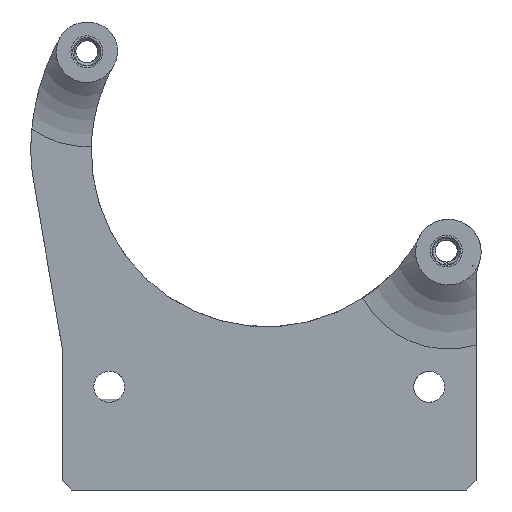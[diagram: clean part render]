
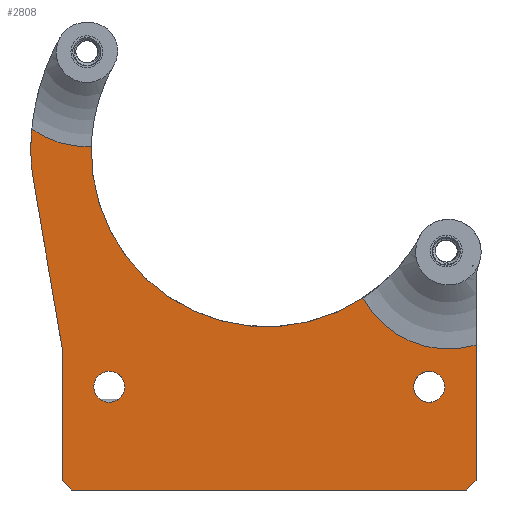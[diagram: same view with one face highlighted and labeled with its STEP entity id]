
A CAD part, front view. The second image highlights one B-rep face of the part: STEP entity #2808.
In plain terms, the highlighted planar face has unit normal (0, -1, 0).
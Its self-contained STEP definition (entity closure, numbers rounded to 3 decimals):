
#70=FACE_BOUND('',#526,.T.);
#71=FACE_BOUND('',#527,.T.);
#175=PLANE('',#3073);
#345=FACE_OUTER_BOUND('',#525,.T.);
#525=EDGE_LOOP('',(#2460,#2461,#2462,#2463,#2464,#2465,#2466,#2467,#2468,
#2469,#2470));
#526=EDGE_LOOP('',(#2471));
#527=EDGE_LOOP('',(#2472));
#605=CIRCLE('',#2972,1.65);
#648=CIRCLE('',#3072,10.334);
#649=CIRCLE('',#3074,18.7);
#650=CIRCLE('',#3075,10.063);
#651=CIRCLE('',#3076,25.15);
#652=CIRCLE('',#3077,20.);
#653=CIRCLE('',#3078,1.65);
#840=LINE('',#6724,#1004);
#855=LINE('',#6804,#1019);
#858=LINE('',#6809,#1022);
#862=LINE('',#6818,#1026);
#870=LINE('',#6858,#1034);
#907=LINE('',#7149,#1071);
#1004=VECTOR('',#3483,1000.);
#1019=VECTOR('',#3518,10.);
#1022=VECTOR('',#3523,10.);
#1026=VECTOR('',#3533,10.);
#1034=VECTOR('',#3555,1000.);
#1071=VECTOR('',#3718,10.);
#1211=VERTEX_POINT('',#6498);
#1258=VERTEX_POINT('',#6712);
#1259=VERTEX_POINT('',#6723);
#1271=VERTEX_POINT('',#6801);
#1272=VERTEX_POINT('',#6803);
#1273=VERTEX_POINT('',#6807);
#1282=VERTEX_POINT('',#6857);
#1326=VERTEX_POINT('',#7126);
#1327=VERTEX_POINT('',#7141);
#1328=VERTEX_POINT('',#7143);
#1329=VERTEX_POINT('',#7145);
#1330=VERTEX_POINT('',#7147);
#1331=VERTEX_POINT('',#7150);
#1552=EDGE_CURVE('',#1211,#1211,#605,.T.);
#1606=EDGE_CURVE('',#1258,#1259,#840,.T.);
#1626=EDGE_CURVE('',#1271,#1272,#855,.T.);
#1629=EDGE_CURVE('',#1273,#1271,#858,.T.);
#1634=EDGE_CURVE('',#1259,#1273,#862,.T.);
#1645=EDGE_CURVE('',#1282,#1272,#870,.T.);
#1720=EDGE_CURVE('',#1326,#1258,#648,.T.);
#1721=EDGE_CURVE('',#1327,#1326,#649,.T.);
#1722=EDGE_CURVE('',#1328,#1327,#650,.T.);
#1723=EDGE_CURVE('',#1328,#1329,#651,.T.);
#1724=EDGE_CURVE('',#1330,#1329,#652,.T.);
#1725=EDGE_CURVE('',#1282,#1330,#907,.T.);
#1726=EDGE_CURVE('',#1331,#1331,#653,.T.);
#2460=ORIENTED_EDGE('',*,*,#1626,.F.);
#2461=ORIENTED_EDGE('',*,*,#1629,.F.);
#2462=ORIENTED_EDGE('',*,*,#1634,.F.);
#2463=ORIENTED_EDGE('',*,*,#1606,.F.);
#2464=ORIENTED_EDGE('',*,*,#1720,.F.);
#2465=ORIENTED_EDGE('',*,*,#1721,.F.);
#2466=ORIENTED_EDGE('',*,*,#1722,.F.);
#2467=ORIENTED_EDGE('',*,*,#1723,.T.);
#2468=ORIENTED_EDGE('',*,*,#1724,.F.);
#2469=ORIENTED_EDGE('',*,*,#1725,.F.);
#2470=ORIENTED_EDGE('',*,*,#1645,.T.);
#2471=ORIENTED_EDGE('',*,*,#1552,.T.);
#2472=ORIENTED_EDGE('',*,*,#1726,.F.);
#2808=ADVANCED_FACE('',(#345,#70,#71),#175,.T.);
#2972=AXIS2_PLACEMENT_3D('',#6500,#3406,#3407);
#3072=AXIS2_PLACEMENT_3D('',#7139,#3706,#3707);
#3073=AXIS2_PLACEMENT_3D('',#7140,#3708,#3709);
#3074=AXIS2_PLACEMENT_3D('',#7142,#3710,#3711);
#3075=AXIS2_PLACEMENT_3D('',#7144,#3712,#3713);
#3076=AXIS2_PLACEMENT_3D('',#7146,#3714,#3715);
#3077=AXIS2_PLACEMENT_3D('',#7148,#3716,#3717);
#3078=AXIS2_PLACEMENT_3D('',#7151,#3719,#3720);
#3406=DIRECTION('center_axis',(0.,1.,0.));
#3407=DIRECTION('ref_axis',(0.,0.,-1.));
#3483=DIRECTION('',(0.,0.,-1.));
#3518=DIRECTION('',(-0.707,0.,0.707));
#3523=DIRECTION('',(-1.,0.,0.));
#3533=DIRECTION('',(-0.707,0.,-0.707));
#3555=DIRECTION('',(0.,0.,-1.));
#3706=DIRECTION('center_axis',(0.,-1.,0.));
#3707=DIRECTION('ref_axis',(0.611,0.,0.792));
#3708=DIRECTION('center_axis',(0.,-1.,0.));
#3709=DIRECTION('ref_axis',(0.,0.,-1.));
#3710=DIRECTION('center_axis',(0.,-1.,0.));
#3711=DIRECTION('ref_axis',(1.,0.,0.));
#3712=DIRECTION('center_axis',(0.,-1.,0.));
#3713=DIRECTION('ref_axis',(0.203,0.,0.979));
#3714=DIRECTION('center_axis',(0.,-1.,0.));
#3715=DIRECTION('ref_axis',(-0.875,0.,0.485));
#3716=DIRECTION('center_axis',(0.,1.,0.));
#3717=DIRECTION('ref_axis',(-0.998,0.,-0.06));
#3718=DIRECTION('',(-0.169,0.,0.986));
#3719=DIRECTION('center_axis',(0.,-1.,0.));
#3720=DIRECTION('ref_axis',(0.,0.,-1.));
#6498=CARTESIAN_POINT('',(17.05,-13.5,9.65));
#6500=CARTESIAN_POINT('Origin',(17.05,-13.5,8.));
#6712=CARTESIAN_POINT('',(22.05,-13.5,12.456));
#6723=CARTESIAN_POINT('',(22.05,-13.5,-2.));
#6724=CARTESIAN_POINT('',(22.05,-13.5,13.));
#6801=CARTESIAN_POINT('',(-21.05,-13.5,-3.));
#6803=CARTESIAN_POINT('',(-22.05,-13.5,-2.));
#6804=CARTESIAN_POINT('',(-20.038,-13.5,-4.013));
#6807=CARTESIAN_POINT('',(21.05,-13.5,-3.));
#6809=CARTESIAN_POINT('',(22.05,-13.5,-3.));
#6818=CARTESIAN_POINT('',(20.038,-13.5,-4.013));
#6857=CARTESIAN_POINT('',(-22.05,-13.5,12.));
#6858=CARTESIAN_POINT('',(-22.05,-13.5,13.));
#7126=CARTESIAN_POINT('',(9.993,-13.5,17.469));
#7139=CARTESIAN_POINT('Origin',(19.097,-13.5,22.359));
#7140=CARTESIAN_POINT('Origin',(0.,-13.5,13.));
#7141=CARTESIAN_POINT('',(-18.968,-13.5,33.626));
#7142=CARTESIAN_POINT('Origin',(-0.275,-13.5,33.098));
#7143=CARTESIAN_POINT('',(-25.312,-13.5,35.479));
#7144=CARTESIAN_POINT('Origin',(-19.476,-13.5,43.676));
#7145=CARTESIAN_POINT('',(-25.395,-13.5,34.335));
#7146=CARTESIAN_POINT('Origin',(-0.275,-13.5,33.098));
#7147=CARTESIAN_POINT('',(-25.131,-13.5,29.971));
#7148=CARTESIAN_POINT('Origin',(-5.419,-13.5,33.351));
#7149=CARTESIAN_POINT('',(-22.05,-13.5,12.));
#7150=CARTESIAN_POINT('',(-17.05,-13.5,9.65));
#7151=CARTESIAN_POINT('Origin',(-17.05,-13.5,8.));
